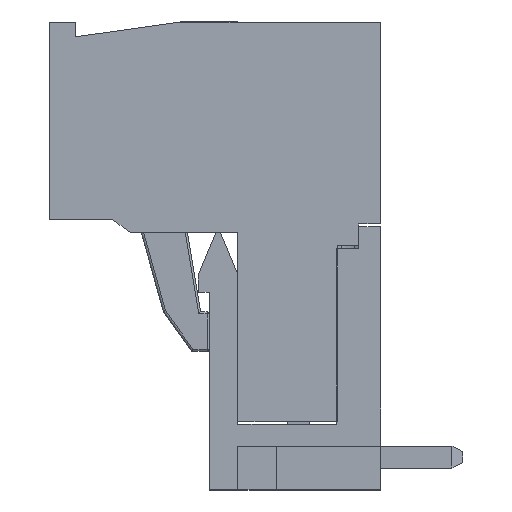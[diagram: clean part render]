
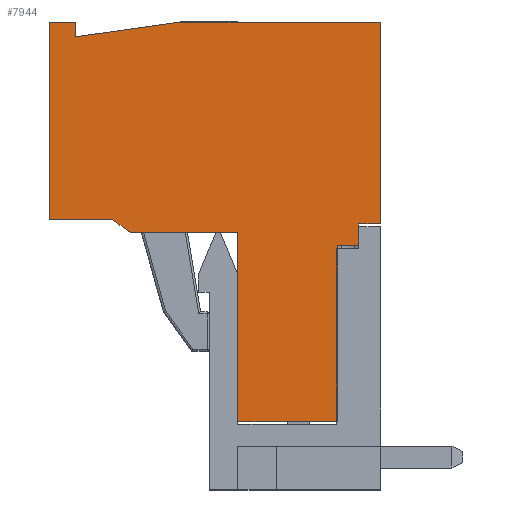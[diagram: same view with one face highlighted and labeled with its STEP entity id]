
A CAD part, left-side view. The second image highlights one B-rep face of the part: STEP entity #7944.
In plain terms, the highlighted face is planar.
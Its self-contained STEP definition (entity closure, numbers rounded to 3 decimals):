
#76 = LINE ( 'NONE', #9020, #8892 ) ;
#223 = VERTEX_POINT ( 'NONE', #6252 ) ;
#437 = CARTESIAN_POINT ( 'NONE',  ( 5., 0., 0. ) ) ;
#450 = EDGE_CURVE ( 'NONE', #3228, #223, #5465, .T. ) ;
#501 = DIRECTION ( 'NONE',  ( 0., -1., 0. ) ) ;
#543 = CARTESIAN_POINT ( 'NONE',  ( 5., 9.6, -3.25 ) ) ;
#641 = VERTEX_POINT ( 'NONE', #12572 ) ;
#672 = VECTOR ( 'NONE', #12575, 1000. ) ;
#1062 = DIRECTION ( 'NONE',  ( 0., -0.139, 0.99 ) ) ;
#1167 = VECTOR ( 'NONE', #9968, 1000. ) ;
#1174 = LINE ( 'NONE', #8731, #1167 ) ;
#1175 = VECTOR ( 'NONE', #1062, 1000. ) ;
#1185 = VERTEX_POINT ( 'NONE', #12994 ) ;
#1214 = DIRECTION ( 'NONE',  ( 0., -1., 0. ) ) ;
#1269 = LINE ( 'NONE', #8002, #3337 ) ;
#1308 = ORIENTED_EDGE ( 'NONE', *, *, #10851, .T. ) ;
#1506 = LINE ( 'NONE', #9354, #672 ) ;
#1526 = CARTESIAN_POINT ( 'NONE',  ( 5., -8.6, 3.25 ) ) ;
#1527 = PLANE ( 'NONE',  #3963 ) ;
#1870 = ORIENTED_EDGE ( 'NONE', *, *, #9336, .F. ) ;
#1871 = EDGE_CURVE ( 'NONE', #223, #9451, #1506, .T. ) ;
#1910 = DIRECTION ( 'NONE',  ( 0., 0., -1. ) ) ;
#2012 = CARTESIAN_POINT ( 'NONE',  ( 5., 9.6, 5.85 ) ) ;
#2272 = ORIENTED_EDGE ( 'NONE', *, *, #3379, .T. ) ;
#2275 = CARTESIAN_POINT ( 'NONE',  ( 5., -8.6, -1.29 ) ) ;
#2332 = LINE ( 'NONE', #5701, #2442 ) ;
#2339 = CARTESIAN_POINT ( 'NONE',  ( 5., 0., 3.25 ) ) ;
#2382 = CARTESIAN_POINT ( 'NONE',  ( 5., 9.6, 10.65 ) ) ;
#2437 = ORIENTED_EDGE ( 'NONE', *, *, #3322, .F. ) ;
#2442 = VECTOR ( 'NONE', #13615, 1000. ) ;
#2519 = VECTOR ( 'NONE', #1910, 1000. ) ;
#2753 = EDGE_CURVE ( 'NONE', #9451, #4284, #9886, .T. ) ;
#2767 = ORIENTED_EDGE ( 'NONE', *, *, #4377, .T. ) ;
#2825 = LINE ( 'NONE', #5241, #10319 ) ;
#3139 = DIRECTION ( 'NONE',  ( 0., -1., 0. ) ) ;
#3228 = VERTEX_POINT ( 'NONE', #8111 ) ;
#3322 = EDGE_CURVE ( 'NONE', #7816, #4566, #11273, .T. ) ;
#3337 = VECTOR ( 'NONE', #10445, 1000. ) ;
#3376 = DIRECTION ( 'NONE',  ( 0., 0., 1. ) ) ;
#3379 = EDGE_CURVE ( 'NONE', #7072, #10404, #8257, .T. ) ;
#3505 = DIRECTION ( 'NONE',  ( 0., 0., 1. ) ) ;
#3629 = ORIENTED_EDGE ( 'NONE', *, *, #9420, .T. ) ;
#3909 = CARTESIAN_POINT ( 'NONE',  ( 5., -0.6, -1.29 ) ) ;
#3963 = AXIS2_PLACEMENT_3D ( 'NONE', #437, #7576, #11925 ) ;
#4050 = CARTESIAN_POINT ( 'NONE',  ( 5., -8.6, -2.25 ) ) ;
#4117 = EDGE_CURVE ( 'NONE', #6822, #13670, #1174, .T. ) ;
#4126 = ORIENTED_EDGE ( 'NONE', *, *, #4178, .T. ) ;
#4178 = EDGE_CURVE ( 'NONE', #8362, #3228, #76, .T. ) ;
#4236 = ORIENTED_EDGE ( 'NONE', *, *, #450, .T. ) ;
#4284 = VERTEX_POINT ( 'NONE', #11294 ) ;
#4377 = EDGE_CURVE ( 'NONE', #7816, #6822, #4995, .T. ) ;
#4566 = VERTEX_POINT ( 'NONE', #5417 ) ;
#4839 = EDGE_CURVE ( 'NONE', #7407, #7072, #12735, .T. ) ;
#4995 = LINE ( 'NONE', #4050, #7936 ) ;
#5241 = CARTESIAN_POINT ( 'NONE',  ( 5., 0.6, 11.85 ) ) ;
#5366 = EDGE_CURVE ( 'NONE', #641, #1185, #2825, .T. ) ;
#5384 = FACE_OUTER_BOUND ( 'NONE', #8552, .T. ) ;
#5417 = CARTESIAN_POINT ( 'NONE',  ( 5., -0.6, -1.29 ) ) ;
#5465 = LINE ( 'NONE', #2012, #1175 ) ;
#5692 = CARTESIAN_POINT ( 'NONE',  ( 5., -0.6, -2.25 ) ) ;
#5701 = CARTESIAN_POINT ( 'NONE',  ( 5., 0.6, 8.95 ) ) ;
#5993 = DIRECTION ( 'NONE',  ( 0., 0., -1. ) ) ;
#6252 = CARTESIAN_POINT ( 'NONE',  ( 5., 8.925, 10.65 ) ) ;
#6463 = DIRECTION ( 'NONE',  ( 0., 0., 1. ) ) ;
#6555 = VECTOR ( 'NONE', #501, 1000. ) ;
#6642 = CARTESIAN_POINT ( 'NONE',  ( 5., 0., 8.15 ) ) ;
#6780 = CARTESIAN_POINT ( 'NONE',  ( 5., 9.6, 11.85 ) ) ;
#6822 = VERTEX_POINT ( 'NONE', #13722 ) ;
#6934 = EDGE_CURVE ( 'NONE', #11155, #7407, #10652, .T. ) ;
#7046 = ORIENTED_EDGE ( 'NONE', *, *, #2753, .T. ) ;
#7072 = VERTEX_POINT ( 'NONE', #13064 ) ;
#7111 = CARTESIAN_POINT ( 'NONE',  ( 5., 0.4, -3.25 ) ) ;
#7407 = VERTEX_POINT ( 'NONE', #2339 ) ;
#7467 = DIRECTION ( 'NONE',  ( 0., 1., 0. ) ) ;
#7487 = VECTOR ( 'NONE', #3376, 1000. ) ;
#7576 = DIRECTION ( 'NONE',  ( 1., 0., 0. ) ) ;
#7816 = VERTEX_POINT ( 'NONE', #8035 ) ;
#7936 = VECTOR ( 'NONE', #7467, 1000. ) ;
#7944 = ADVANCED_FACE ( 'NONE', ( #5384 ), #1527, .T. ) ;
#8002 = CARTESIAN_POINT ( 'NONE',  ( 5., -8.6, -3.25 ) ) ;
#8035 = CARTESIAN_POINT ( 'NONE',  ( 5., -0.6, -2.25 ) ) ;
#8111 = CARTESIAN_POINT ( 'NONE',  ( 5., 9.6, 5.85 ) ) ;
#8257 = LINE ( 'NONE', #1526, #8903 ) ;
#8362 = VERTEX_POINT ( 'NONE', #543 ) ;
#8421 = ORIENTED_EDGE ( 'NONE', *, *, #12869, .T. ) ;
#8463 = ORIENTED_EDGE ( 'NONE', *, *, #1871, .T. ) ;
#8494 = ORIENTED_EDGE ( 'NONE', *, *, #5366, .T. ) ;
#8552 = EDGE_LOOP ( 'NONE', ( #1870, #2437, #2767, #10180, #8421, #4126, #4236, #8463, #7046, #3629, #8494, #1308, #11441, #12950, #2272 ) ) ;
#8731 = CARTESIAN_POINT ( 'NONE',  ( 5., 0.4, -2.25 ) ) ;
#8892 = VECTOR ( 'NONE', #6463, 1000. ) ;
#8903 = VECTOR ( 'NONE', #5993, 1000. ) ;
#9020 = CARTESIAN_POINT ( 'NONE',  ( 5., 9.6, -3.25 ) ) ;
#9336 = EDGE_CURVE ( 'NONE', #4566, #10404, #9795, .T. ) ;
#9354 = CARTESIAN_POINT ( 'NONE',  ( 5., 8.925, 10.65 ) ) ;
#9420 = EDGE_CURVE ( 'NONE', #4284, #641, #12148, .T. ) ;
#9451 = VERTEX_POINT ( 'NONE', #2382 ) ;
#9552 = CARTESIAN_POINT ( 'NONE',  ( 5., 0., 11.85 ) ) ;
#9795 = LINE ( 'NONE', #3909, #10172 ) ;
#9886 = LINE ( 'NONE', #13402, #7487 ) ;
#9968 = DIRECTION ( 'NONE',  ( 0., 0., -1. ) ) ;
#10172 = VECTOR ( 'NONE', #3139, 1000. ) ;
#10180 = ORIENTED_EDGE ( 'NONE', *, *, #4117, .T. ) ;
#10319 = VECTOR ( 'NONE', #10808, 1000. ) ;
#10404 = VERTEX_POINT ( 'NONE', #2275 ) ;
#10445 = DIRECTION ( 'NONE',  ( 0., 1., 0. ) ) ;
#10652 = LINE ( 'NONE', #9552, #2519 ) ;
#10808 = DIRECTION ( 'NONE',  ( 0., 0., -1. ) ) ;
#10851 = EDGE_CURVE ( 'NONE', #1185, #11155, #2332, .T. ) ;
#11155 = VERTEX_POINT ( 'NONE', #6642 ) ;
#11273 = LINE ( 'NONE', #5692, #12420 ) ;
#11294 = CARTESIAN_POINT ( 'NONE',  ( 5., 9.6, 11.85 ) ) ;
#11441 = ORIENTED_EDGE ( 'NONE', *, *, #6934, .T. ) ;
#11490 = CARTESIAN_POINT ( 'NONE',  ( 5., 0., 3.25 ) ) ;
#11925 = DIRECTION ( 'NONE',  ( 0., 1., 0. ) ) ;
#12148 = LINE ( 'NONE', #6780, #14157 ) ;
#12420 = VECTOR ( 'NONE', #3505, 1000. ) ;
#12572 = CARTESIAN_POINT ( 'NONE',  ( 5., 0.6, 11.85 ) ) ;
#12575 = DIRECTION ( 'NONE',  ( 0., 1., 0. ) ) ;
#12735 = LINE ( 'NONE', #11490, #6555 ) ;
#12869 = EDGE_CURVE ( 'NONE', #13670, #8362, #1269, .T. ) ;
#12950 = ORIENTED_EDGE ( 'NONE', *, *, #4839, .T. ) ;
#12994 = CARTESIAN_POINT ( 'NONE',  ( 5., 0.6, 8.95 ) ) ;
#13064 = CARTESIAN_POINT ( 'NONE',  ( 5., -8.6, 3.25 ) ) ;
#13402 = CARTESIAN_POINT ( 'NONE',  ( 5., 9.6, -3.25 ) ) ;
#13615 = DIRECTION ( 'NONE',  ( 0., -0.6, -0.8 ) ) ;
#13670 = VERTEX_POINT ( 'NONE', #7111 ) ;
#13722 = CARTESIAN_POINT ( 'NONE',  ( 5., 0.4, -2.25 ) ) ;
#14157 = VECTOR ( 'NONE', #1214, 1000. ) ;
